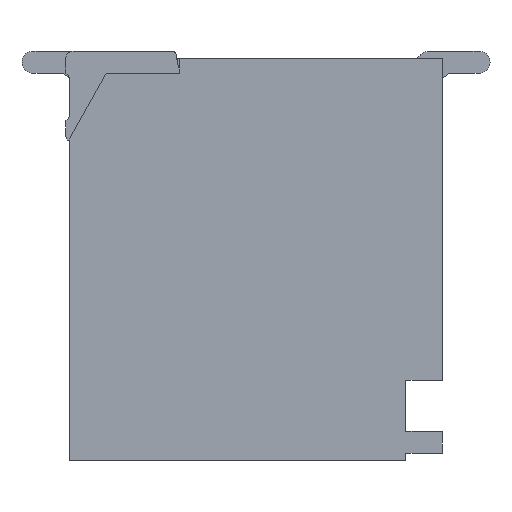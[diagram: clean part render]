
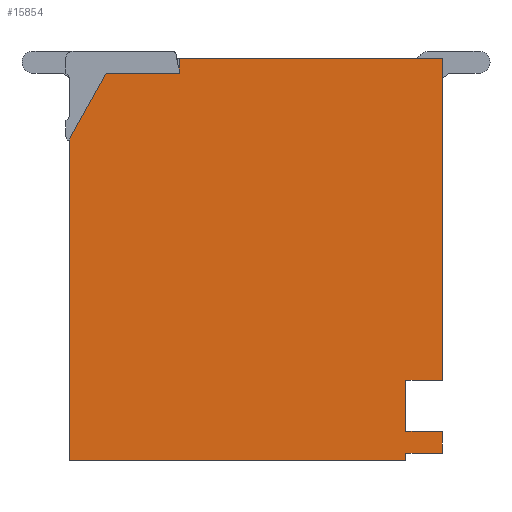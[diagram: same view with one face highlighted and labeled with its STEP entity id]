
A CAD part, left-side view. The second image highlights one B-rep face of the part: STEP entity #15854.
In plain terms, the highlighted planar face has unit normal (-1, 0, 0).
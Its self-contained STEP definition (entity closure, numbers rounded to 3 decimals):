
#390=DIRECTION('',(0.,-1.,0.));
#391=VECTOR('',#390,3.6);
#392=CARTESIAN_POINT('',(-6.5,3.6,2.75));
#393=LINE('',#392,#391);
#2238=DIRECTION('',(0.,0.,1.));
#2239=VECTOR('',#2238,4.4);
#2240=CARTESIAN_POINT('',(-6.5,5.1,-2.75));
#2241=LINE('',#2240,#2239);
#2340=DIRECTION('',(0.,0.,1.));
#2341=VECTOR('',#2340,0.2);
#2342=CARTESIAN_POINT('',(-6.5,3.6,2.55));
#2343=LINE('',#2342,#2341);
#2348=DIRECTION('',(0.,0.486,-0.874));
#2349=VECTOR('',#2348,1.03);
#2350=CARTESIAN_POINT('',(-6.5,4.6,2.55));
#2351=LINE('',#2350,#2349);
#2352=DIRECTION('',(0.,0.,1.));
#2353=VECTOR('',#2352,4.4);
#2354=CARTESIAN_POINT('',(-6.5,0.,-1.65));
#2355=LINE('',#2354,#2353);
#2356=DIRECTION('',(0.,0.,1.));
#2357=VECTOR('',#2356,0.7);
#2358=CARTESIAN_POINT('',(-6.5,0.5,-2.35));
#2359=LINE('',#2358,#2357);
#2360=DIRECTION('',(0.,0.,1.));
#2361=VECTOR('',#2360,0.3);
#2362=CARTESIAN_POINT('',(-6.5,0.,-2.65));
#2363=LINE('',#2362,#2361);
#2364=DIRECTION('',(0.,-1.,0.));
#2365=VECTOR('',#2364,0.5);
#2366=CARTESIAN_POINT('',(-6.5,0.5,-2.65));
#2367=LINE('',#2366,#2365);
#2368=DIRECTION('',(0.,0.,1.));
#2369=VECTOR('',#2368,0.1);
#2370=CARTESIAN_POINT('',(-6.5,0.5,-2.75));
#2371=LINE('',#2370,#2369);
#2498=DIRECTION('',(0.,1.,0.));
#2499=VECTOR('',#2498,1.);
#2500=CARTESIAN_POINT('',(-6.5,3.6,2.55));
#2501=LINE('',#2500,#2499);
#2550=DIRECTION('',(0.,-1.,0.));
#2551=VECTOR('',#2550,0.5);
#2552=CARTESIAN_POINT('',(-6.5,0.5,-1.65));
#2553=LINE('',#2552,#2551);
#8283=DIRECTION('',(0.,1.,0.));
#8284=VECTOR('',#8283,0.5);
#8285=CARTESIAN_POINT('',(-6.5,0.,-2.35));
#8286=LINE('',#8285,#8284);
#8647=DIRECTION('',(0.,1.,0.));
#8648=VECTOR('',#8647,4.6);
#8649=CARTESIAN_POINT('',(-6.5,0.5,-2.75));
#8650=LINE('',#8649,#8648);
#10449=CARTESIAN_POINT('',(-6.5,0.,-2.65));
#10451=VERTEX_POINT('',#10449);
#10455=CARTESIAN_POINT('',(-6.5,0.,-2.35));
#10456=VERTEX_POINT('',#10455);
#10461=CARTESIAN_POINT('',(-6.5,0.,2.75));
#10462=VERTEX_POINT('',#10461);
#10463=CARTESIAN_POINT('',(-6.5,0.,-1.65));
#10464=VERTEX_POINT('',#10463);
#10577=CARTESIAN_POINT('',(-6.5,0.5,-2.65));
#10578=VERTEX_POINT('',#10577);
#10591=CARTESIAN_POINT('',(-6.5,0.5,-2.75));
#10592=VERTEX_POINT('',#10591);
#10613=CARTESIAN_POINT('',(-6.5,0.5,-2.35));
#10614=VERTEX_POINT('',#10613);
#10615=CARTESIAN_POINT('',(-6.5,0.5,-1.65));
#10616=VERTEX_POINT('',#10615);
#10633=CARTESIAN_POINT('',(-6.5,4.6,2.55));
#10634=CARTESIAN_POINT('',(-6.5,5.1,1.65));
#10635=VERTEX_POINT('',#10633);
#10636=VERTEX_POINT('',#10634);
#10637=CARTESIAN_POINT('',(-6.5,3.6,2.55));
#10638=VERTEX_POINT('',#10637);
#10639=CARTESIAN_POINT('',(-6.5,3.6,2.75));
#10640=VERTEX_POINT('',#10639);
#10641=CARTESIAN_POINT('',(-6.5,5.1,-2.75));
#10642=VERTEX_POINT('',#10641);
#15825=CARTESIAN_POINT('',(-6.5,2.55,0.));
#15826=DIRECTION('',(1.,0.,0.));
#15827=DIRECTION('',(0.,0.,1.));
#15828=AXIS2_PLACEMENT_3D('',#15825,#15826,#15827);
#15829=PLANE('',#15828);
#15831=ORIENTED_EDGE('',*,*,#15830,.F.);
#15833=ORIENTED_EDGE('',*,*,#15832,.F.);
#15834=ORIENTED_EDGE('',*,*,#15816,.T.);
#15835=ORIENTED_EDGE('',*,*,#12774,.T.);
#15836=ORIENTED_EDGE('',*,*,#13502,.F.);
#15838=ORIENTED_EDGE('',*,*,#15837,.F.);
#15840=ORIENTED_EDGE('',*,*,#15839,.F.);
#15842=ORIENTED_EDGE('',*,*,#15841,.F.);
#15844=ORIENTED_EDGE('',*,*,#15843,.F.);
#15846=ORIENTED_EDGE('',*,*,#15845,.F.);
#15848=ORIENTED_EDGE('',*,*,#15847,.F.);
#15850=ORIENTED_EDGE('',*,*,#15849,.T.);
#15851=ORIENTED_EDGE('',*,*,#15652,.T.);
#15852=EDGE_LOOP('',(#15831,#15833,#15834,#15835,#15836,#15838,#15840,#15842,
#15844,#15846,#15848,#15850,#15851));
#15853=FACE_OUTER_BOUND('',#15852,.F.);
#12774=EDGE_CURVE('',#10640,#10462,#393,.T.);
#13502=EDGE_CURVE('',#10464,#10462,#2355,.T.);
#15652=EDGE_CURVE('',#10642,#10636,#2241,.T.);
#15816=EDGE_CURVE('',#10638,#10640,#2343,.T.);
#15830=EDGE_CURVE('',#10635,#10636,#2351,.T.);
#15832=EDGE_CURVE('',#10638,#10635,#2501,.T.);
#15837=EDGE_CURVE('',#10616,#10464,#2553,.T.);
#15839=EDGE_CURVE('',#10614,#10616,#2359,.T.);
#15841=EDGE_CURVE('',#10456,#10614,#8286,.T.);
#15843=EDGE_CURVE('',#10451,#10456,#2363,.T.);
#15845=EDGE_CURVE('',#10578,#10451,#2367,.T.);
#15847=EDGE_CURVE('',#10592,#10578,#2371,.T.);
#15849=EDGE_CURVE('',#10592,#10642,#8650,.T.);
#15854=ADVANCED_FACE('',(#15853),#15829,.F.);
